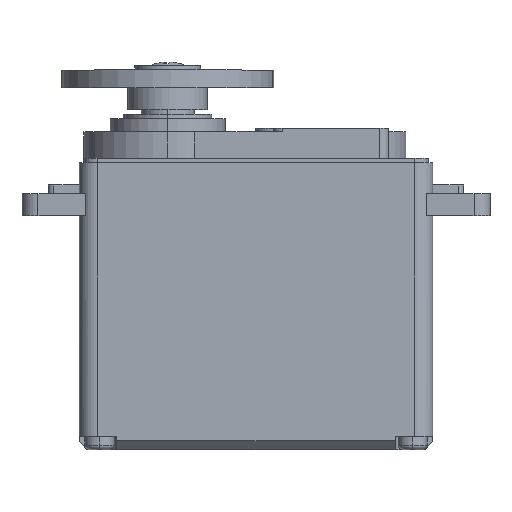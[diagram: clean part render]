
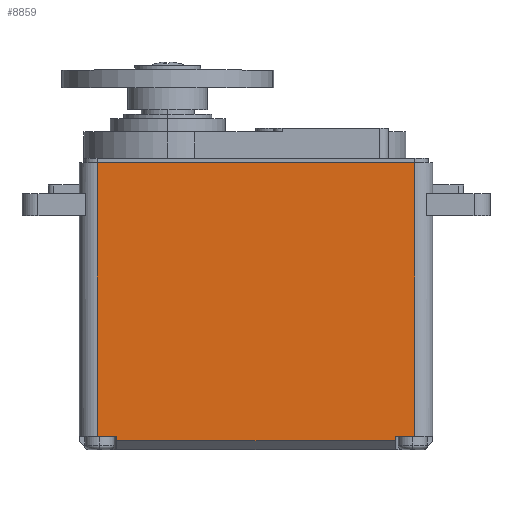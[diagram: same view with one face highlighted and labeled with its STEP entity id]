
A CAD part, top view. The second image highlights one B-rep face of the part: STEP entity #8859.
In plain terms, the highlighted planar face has unit normal (0, 0, 1).
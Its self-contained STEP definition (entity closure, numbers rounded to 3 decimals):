
#322 = EDGE_LOOP ( 'NONE', ( #637, #638, #639, #640, #641, #642, #643, #644 ) ) ;
#637 = ORIENTED_EDGE ( 'NONE', *, *, #1291, .T. ) ;
#638 = ORIENTED_EDGE ( 'NONE', *, *, #1292, .T. ) ;
#639 = ORIENTED_EDGE ( 'NONE', *, *, #1293, .T. ) ;
#640 = ORIENTED_EDGE ( 'NONE', *, *, #1160, .F. ) ;
#641 = ORIENTED_EDGE ( 'NONE', *, *, #1232, .F. ) ;
#642 = ORIENTED_EDGE ( 'NONE', *, *, #1281, .F. ) ;
#643 = ORIENTED_EDGE ( 'NONE', *, *, #1239, .T. ) ;
#644 = ORIENTED_EDGE ( 'NONE', *, *, #1172, .T. ) ;
#1111 = VERTEX_POINT ( 'NONE', #9157 ) ;
#1115 = VERTEX_POINT ( 'NONE', #9161 ) ;
#1117 = VERTEX_POINT ( 'NONE', #9163 ) ;
#1160 = EDGE_CURVE ( 'NONE', #1115, #1111, #3370, .T. ) ;
#1172 = EDGE_CURVE ( 'NONE', #1117, #1757, #3392, .T. ) ;
#1232 = EDGE_CURVE ( 'NONE', #3247, #1115, #3495, .T. ) ;
#1239 = EDGE_CURVE ( 'NONE', #3259, #1117, #3506, .T. ) ;
#1281 = EDGE_CURVE ( 'NONE', #3259, #3247, #3571, .T. ) ;
#1291 = EDGE_CURVE ( 'NONE', #1757, #1723, #3588, .T. ) ;
#1292 = EDGE_CURVE ( 'NONE', #1723, #1727, #3591, .T. ) ;
#1293 = EDGE_CURVE ( 'NONE', #1727, #1111, #3593, .T. ) ;
#1723 = VERTEX_POINT ( 'NONE', #5242 ) ;
#1727 = VERTEX_POINT ( 'NONE', #5246 ) ;
#1757 = VERTEX_POINT ( 'NONE', #5276 ) ;
#2394 = AXIS2_PLACEMENT_3D ( 'NONE', #7085, #7090, #7091 ) ;
#3247 = VERTEX_POINT ( 'NONE', #6126 ) ;
#3259 = VERTEX_POINT ( 'NONE', #6138 ) ;
#3370 = LINE ( 'NONE', #9215, #3376 ) ;
#3376 = VECTOR ( 'NONE', #9212, 1000. ) ;
#3392 = LINE ( 'NONE', #9244, #3395 ) ;
#3395 = VECTOR ( 'NONE', #9246, 1000. ) ;
#3495 = LINE ( 'NONE', #9376, #3497 ) ;
#3497 = VECTOR ( 'NONE', #9377, 1000. ) ;
#3506 = LINE ( 'NONE', #9400, #3509 ) ;
#3509 = VECTOR ( 'NONE', #9402, 1000. ) ;
#3571 = LINE ( 'NONE', #9509, #3574 ) ;
#3574 = VECTOR ( 'NONE', #9510, 1000. ) ;
#3588 = LINE ( 'NONE', #9529, #3592 ) ;
#3591 = LINE ( 'NONE', #9536, #3594 ) ;
#3592 = VECTOR ( 'NONE', #9535, 1000. ) ;
#3593 = LINE ( 'NONE', #9538, #3596 ) ;
#3594 = VECTOR ( 'NONE', #9537, 1000. ) ;
#3596 = VECTOR ( 'NONE', #9539, 1000. ) ;
#5242 = CARTESIAN_POINT ( 'NONE',  ( -15.75, 1., 10. ) ) ;
#5246 = CARTESIAN_POINT ( 'NONE',  ( 15.75, 1., 10. ) ) ;
#5276 = CARTESIAN_POINT ( 'NONE',  ( -15.75, 1.5, 10. ) ) ;
#6126 = CARTESIAN_POINT ( 'NONE',  ( 18., 32.5, 10. ) ) ;
#6138 = CARTESIAN_POINT ( 'NONE',  ( -18., 32.5, 10. ) ) ;
#6733 = FACE_OUTER_BOUND ( 'NONE', #322, .T. ) ;
#7085 = CARTESIAN_POINT ( 'NONE',  ( -18., 32.5, 10. ) ) ;
#7088 = PLANE ( 'NONE',  #2394 ) ;
#7090 = DIRECTION ( 'NONE',  ( 0., 0., -1. ) ) ;
#7091 = DIRECTION ( 'NONE',  ( -1., 0., 0. ) ) ;
#8859 = ADVANCED_FACE ( 'NONE', ( #6733 ), #7088, .F. ) ;
#9157 = CARTESIAN_POINT ( 'NONE',  ( 15.75, 1.5, 10. ) ) ;
#9161 = CARTESIAN_POINT ( 'NONE',  ( 18., 1.5, 10. ) ) ;
#9163 = CARTESIAN_POINT ( 'NONE',  ( -18., 1.5, 10. ) ) ;
#9212 = DIRECTION ( 'NONE',  ( -1., 0., 0. ) ) ;
#9215 = CARTESIAN_POINT ( 'NONE',  ( -18., 1.5, 10. ) ) ;
#9244 = CARTESIAN_POINT ( 'NONE',  ( -18., 1.5, 10. ) ) ;
#9246 = DIRECTION ( 'NONE',  ( 1., 0., 0. ) ) ;
#9376 = CARTESIAN_POINT ( 'NONE',  ( 18., 32.5, 10. ) ) ;
#9377 = DIRECTION ( 'NONE',  ( 0., -1., 0. ) ) ;
#9400 = CARTESIAN_POINT ( 'NONE',  ( -18., 32.5, 10. ) ) ;
#9402 = DIRECTION ( 'NONE',  ( 0., -1., 0. ) ) ;
#9509 = CARTESIAN_POINT ( 'NONE',  ( -18., 32.5, 10. ) ) ;
#9510 = DIRECTION ( 'NONE',  ( 1., 0., 0. ) ) ;
#9529 = CARTESIAN_POINT ( 'NONE',  ( -15.75, 32.5, 10. ) ) ;
#9535 = DIRECTION ( 'NONE',  ( 0., -1., 0. ) ) ;
#9536 = CARTESIAN_POINT ( 'NONE',  ( 15.75, 1., 10. ) ) ;
#9537 = DIRECTION ( 'NONE',  ( 1., 0., 0. ) ) ;
#9538 = CARTESIAN_POINT ( 'NONE',  ( 15.75, 32.5, 10. ) ) ;
#9539 = DIRECTION ( 'NONE',  ( 0., 1., 0. ) ) ;
